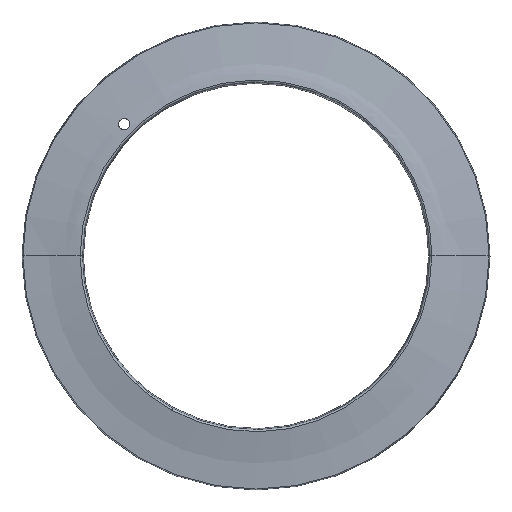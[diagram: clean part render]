
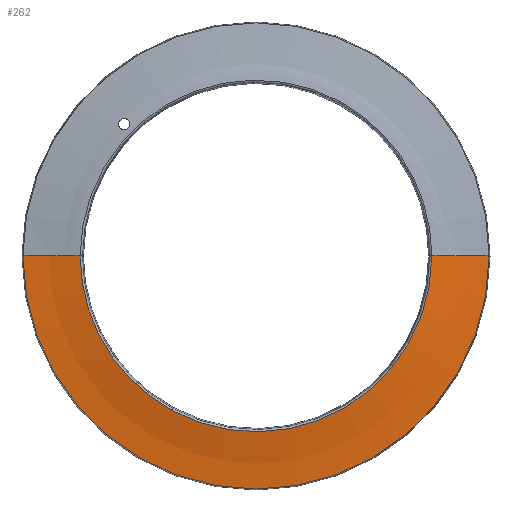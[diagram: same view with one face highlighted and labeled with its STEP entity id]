
A CAD part, top view. The second image highlights one B-rep face of the part: STEP entity #262.
In plain terms, the highlighted face is a revolution surface.
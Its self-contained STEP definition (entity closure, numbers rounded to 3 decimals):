
#240=AXIS2_PLACEMENT_3D('Circle Axis2P3D',#238,#239,$) ;
#245=AXIS2_PLACEMENT_3D('Circle Axis2P3D',#243,#244,$) ;
#252=AXIS2_PLACEMENT_3D('Circle Axis2P3D',#250,#251,$) ;
#85=CARTESIAN_POINT('Control Point',(19.91,0.,6.384)) ;
#86=CARTESIAN_POINT('Control Point',(20.875,0.,6.309)) ;
#87=CARTESIAN_POINT('Control Point',(21.7,0.,6.055)) ;
#88=CARTESIAN_POINT('Control Point',(22.574,0.,5.689)) ;
#89=CARTESIAN_POINT('Control Point',(24.468,0.,5.546)) ;
#90=CARTESIAN_POINT('Control Point',(26.395,0.,5.411)) ;
#91=CARTESIAN_POINT('Vertex',(19.91,0.,6.384)) ;
#93=CARTESIAN_POINT('Vertex',(26.395,0.,5.411)) ;
#100=CARTESIAN_POINT('Vertex',(-26.395,0.,5.411)) ;
#104=CARTESIAN_POINT('Control Point',(-19.91,0.,6.384)) ;
#105=CARTESIAN_POINT('Control Point',(-20.875,0.,6.309)) ;
#106=CARTESIAN_POINT('Control Point',(-21.7,0.,6.055)) ;
#107=CARTESIAN_POINT('Control Point',(-22.574,0.,5.689)) ;
#108=CARTESIAN_POINT('Control Point',(-24.468,0.,5.546)) ;
#109=CARTESIAN_POINT('Control Point',(-26.395,0.,5.411)) ;
#110=CARTESIAN_POINT('Vertex',(-19.91,0.,6.384)) ;
#228=CARTESIAN_POINT('Control Point',(-19.91,0.,6.384)) ;
#229=CARTESIAN_POINT('Control Point',(-20.875,0.,6.309)) ;
#230=CARTESIAN_POINT('Control Point',(-21.7,0.,6.055)) ;
#231=CARTESIAN_POINT('Control Point',(-22.574,0.,5.689)) ;
#232=CARTESIAN_POINT('Control Point',(-24.468,0.,5.546)) ;
#233=CARTESIAN_POINT('Control Point',(-26.395,0.,5.411)) ;
#234=CARTESIAN_POINT('Axis1P Location',(0.,0.,6.404)) ;
#238=CARTESIAN_POINT('Axis2P3D Location',(0.,0.,5.411)) ;
#243=CARTESIAN_POINT('Axis2P3D Location',(0.,0.,6.384)) ;
#247=CARTESIAN_POINT('Vertex',(-9.545,-17.472,6.384)) ;
#250=CARTESIAN_POINT('Axis2P3D Location',(0.,0.,6.384)) ;
#235=DIRECTION('Axis1P Direction',(0.,0.,1.)) ;
#239=DIRECTION('Axis2P3D Direction',(0.,0.,1.)) ;
#244=DIRECTION('Axis2P3D Direction',(0.,0.,1.)) ;
#251=DIRECTION('Axis2P3D Direction',(0.,0.,1.)) ;
#236=AXIS1_PLACEMENT('Revolution Surface Axis1P',#234,#235) ;
#256=ORIENTED_EDGE('',*,*,#112,.T.) ;
#257=ORIENTED_EDGE('',*,*,#242,.T.) ;
#258=ORIENTED_EDGE('',*,*,#95,.F.) ;
#259=ORIENTED_EDGE('',*,*,#249,.F.) ;
#260=ORIENTED_EDGE('',*,*,#254,.F.) ;
#262=ADVANCED_FACE('Corps principal',(#261),#237,.F.) ;
#84=B_SPLINE_CURVE_WITH_KNOTS('',5,(#85,#86,#87,#88,#89,#90),.UNSPECIFIED.,.F.,.U.,(6,6),(0.659,7.1),.UNSPECIFIED.) ;
#103=B_SPLINE_CURVE_WITH_KNOTS('',5,(#104,#105,#106,#107,#108,#109),.UNSPECIFIED.,.F.,.U.,(6,6),(0.659,7.1),.UNSPECIFIED.) ;
#227=B_SPLINE_CURVE_WITH_KNOTS('',5,(#228,#229,#230,#231,#232,#233),.UNSPECIFIED.,.F.,.U.,(6,6),(0.659,7.1),.UNSPECIFIED.) ;
#241=CIRCLE('generated circle',#240,26.395) ;
#246=CIRCLE('generated circle',#245,19.91) ;
#253=CIRCLE('generated circle',#252,19.91) ;
#95=EDGE_CURVE('',#92,#94,#84,.T.) ;
#112=EDGE_CURVE('',#111,#101,#103,.T.) ;
#242=EDGE_CURVE('',#101,#94,#241,.T.) ;
#249=EDGE_CURVE('',#248,#92,#246,.T.) ;
#254=EDGE_CURVE('',#111,#248,#253,.T.) ;
#255=EDGE_LOOP('',(#256,#257,#258,#259,#260)) ;
#261=FACE_OUTER_BOUND('',#255,.T.) ;
#237=SURFACE_OF_REVOLUTION('Surface of Revolution',#227,#236) ;
#92=VERTEX_POINT('',#91) ;
#94=VERTEX_POINT('',#93) ;
#101=VERTEX_POINT('',#100) ;
#111=VERTEX_POINT('',#110) ;
#248=VERTEX_POINT('',#247) ;
